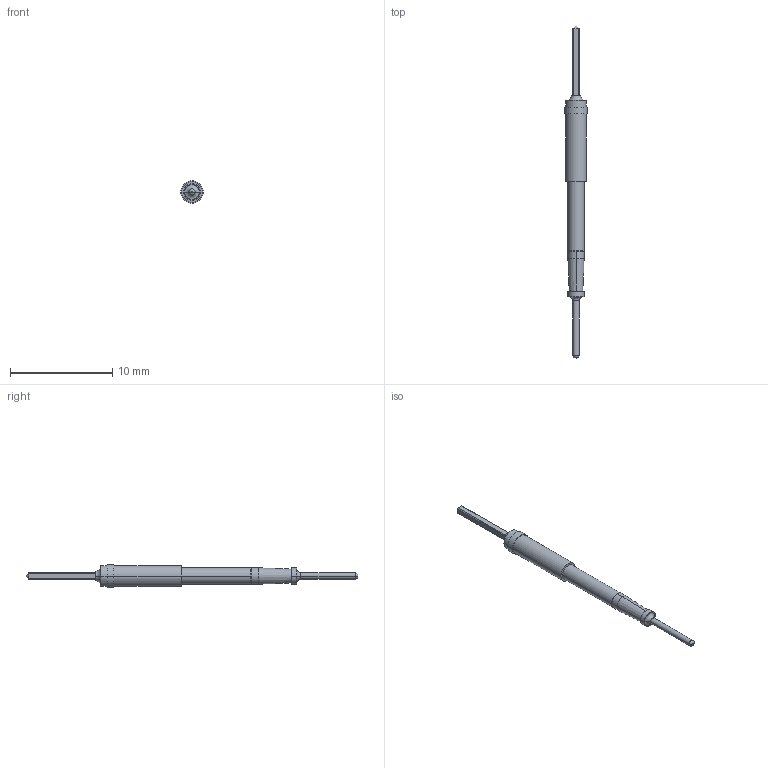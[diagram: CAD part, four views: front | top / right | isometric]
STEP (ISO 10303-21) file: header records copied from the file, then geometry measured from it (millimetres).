
FILE_DESCRIPTION (( 'STEP AP214' ), '1' );
FILE_NAME ('24595~0.STEP', '2018-07-25T09:01:19', ( '' ), ( '' ), 'SwSTEP 2.0', 'SolidWorks 2018', '' );
FILE_SCHEMA (( 'AUTOMOTIVE_DESIGN' ));
Length unit declared in the file: millimetre
Products named in the file (1): 24595~0
Bounding box: 2.2 x 32.5 x 2.2 mm (x, y, z)
Volume: 51.5 mm3; surface area: 144.2 mm2
Topology: 1 solids, 1 shells, 50 faces, 108 edges, 70 vertices
Faces by surface type: cylinder 22, plane 20, torus 6, cone 2
Entity records: 1458 total; most frequent: DIRECTION 258, CARTESIAN_POINT 253, ORIENTED_EDGE 216, EDGE_CURVE 108, AXIS2_PLACEMENT_3D 107, VERTEX_POINT 70, EDGE_LOOP 60, CIRCLE 56
